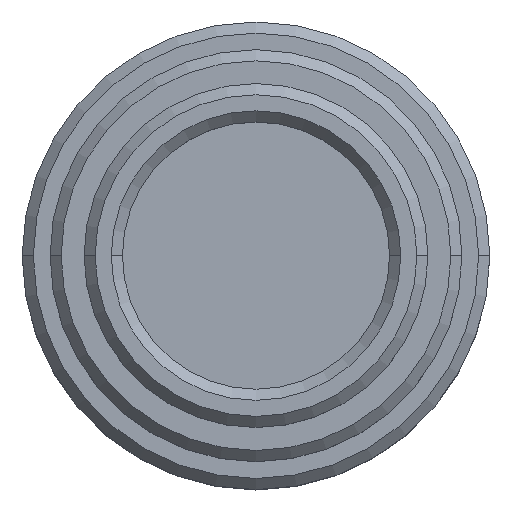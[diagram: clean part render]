
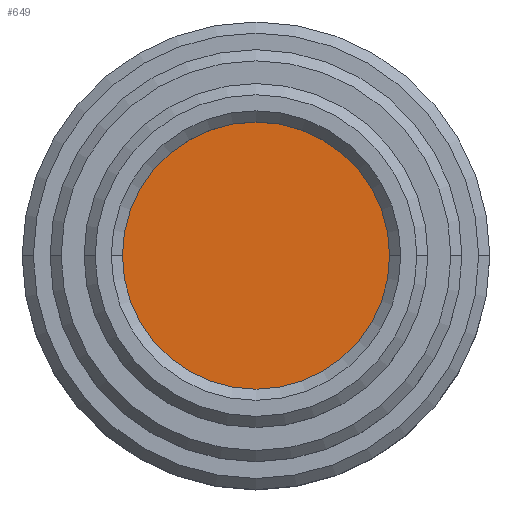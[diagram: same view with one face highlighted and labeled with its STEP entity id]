
A CAD part, top view. The second image highlights one B-rep face of the part: STEP entity #649.
In plain terms, the highlighted planar face has unit normal (0, 0, 1).
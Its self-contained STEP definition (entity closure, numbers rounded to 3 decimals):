
#12 = EDGE_CURVE ( 'NONE', #763, #742, #363, .T. ) ;
#76 = DIRECTION ( 'NONE',  ( 0., 0., 1. ) ) ;
#98 = DIRECTION ( 'NONE',  ( -1., 0., 0. ) ) ;
#139 = EDGE_LOOP ( 'NONE', ( #444, #259 ) ) ;
#195 = AXIS2_PLACEMENT_3D ( 'NONE', #545, #878, #268 ) ;
#218 = CARTESIAN_POINT ( 'NONE',  ( 0., 12., -4. ) ) ;
#259 = ORIENTED_EDGE ( 'NONE', *, *, #705, .F. ) ;
#268 = DIRECTION ( 'NONE',  ( -1., 0., 0. ) ) ;
#299 = CARTESIAN_POINT ( 'NONE',  ( -12., 0., -4. ) ) ;
#363 = CIRCLE ( 'NONE', #195, 12. ) ;
#372 = DIRECTION ( 'NONE',  ( 0., 0., -1. ) ) ;
#438 = CIRCLE ( 'NONE', #628, 12. ) ;
#444 = ORIENTED_EDGE ( 'NONE', *, *, #12, .F. ) ;
#545 = CARTESIAN_POINT ( 'NONE',  ( 0., 0., -4. ) ) ;
#576 = AXIS2_PLACEMENT_3D ( 'NONE', #218, #76, #630 ) ;
#590 = FACE_OUTER_BOUND ( 'NONE', #139, .T. ) ;
#628 = AXIS2_PLACEMENT_3D ( 'NONE', #782, #372, #98 ) ;
#630 = DIRECTION ( 'NONE',  ( 1., 0., 0. ) ) ;
#649 = ADVANCED_FACE ( 'NONE', ( #590 ), #764, .T. ) ;
#653 = CARTESIAN_POINT ( 'NONE',  ( 12., 0., -4. ) ) ;
#705 = EDGE_CURVE ( 'NONE', #742, #763, #438, .T. ) ;
#742 = VERTEX_POINT ( 'NONE', #653 ) ;
#763 = VERTEX_POINT ( 'NONE', #299 ) ;
#764 = PLANE ( 'NONE',  #576 ) ;
#782 = CARTESIAN_POINT ( 'NONE',  ( 0., 0., -4. ) ) ;
#878 = DIRECTION ( 'NONE',  ( 0., 0., -1. ) ) ;
